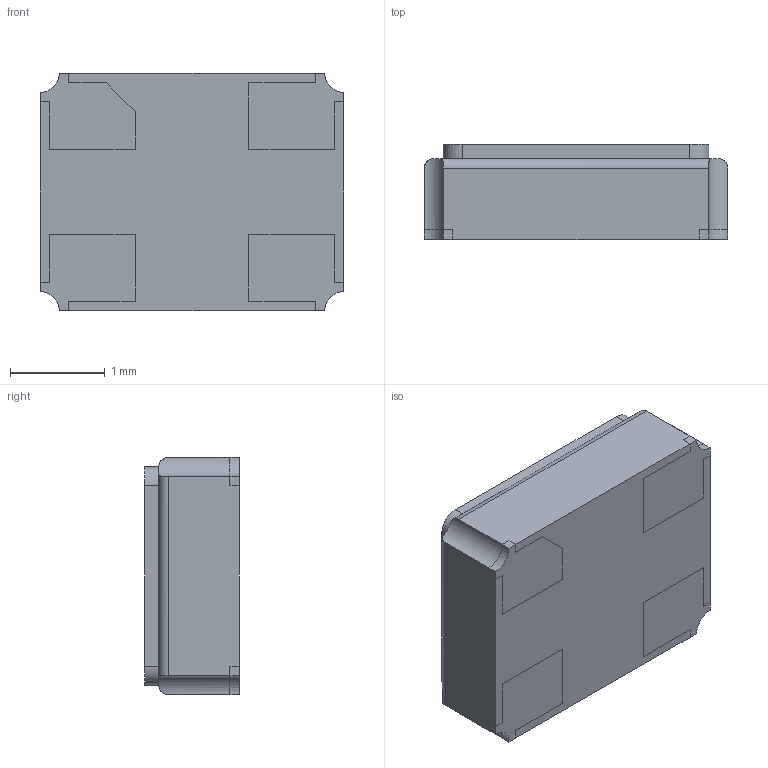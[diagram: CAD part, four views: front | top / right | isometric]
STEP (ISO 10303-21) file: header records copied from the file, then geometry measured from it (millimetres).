
FILE_DESCRIPTION (( 'STEP AP214' ), '1' );
FILE_NAME ('ABM8G-12.000MHZ-4Y-T3.STEP', '2018-12-13T11:33:13', ( '' ), ( '' ), 'SwSTEP 2.0', 'SolidWorks 2017', '' );
FILE_SCHEMA (( 'AUTOMOTIVE_DESIGN' ));
Length unit declared in the file: millimetre
Products named in the file (1): ABM8G-12.000MHZ-4Y-T3
Bounding box: 3.2 x 1 x 2.5 mm (x, y, z)
Volume: 7.6 mm3; surface area: 33.7 mm2
Topology: 5 solids, 5 shells, 98 faces, 260 edges, 172 vertices
Faces by surface type: plane 82, cylinder 16
Entity records: 3170 total; most frequent: CARTESIAN_POINT 651, ORIENTED_EDGE 520, DIRECTION 474, EDGE_CURVE 260, LINE 228, VECTOR 228, VERTEX_POINT 172, AXIS2_PLACEMENT_3D 123
